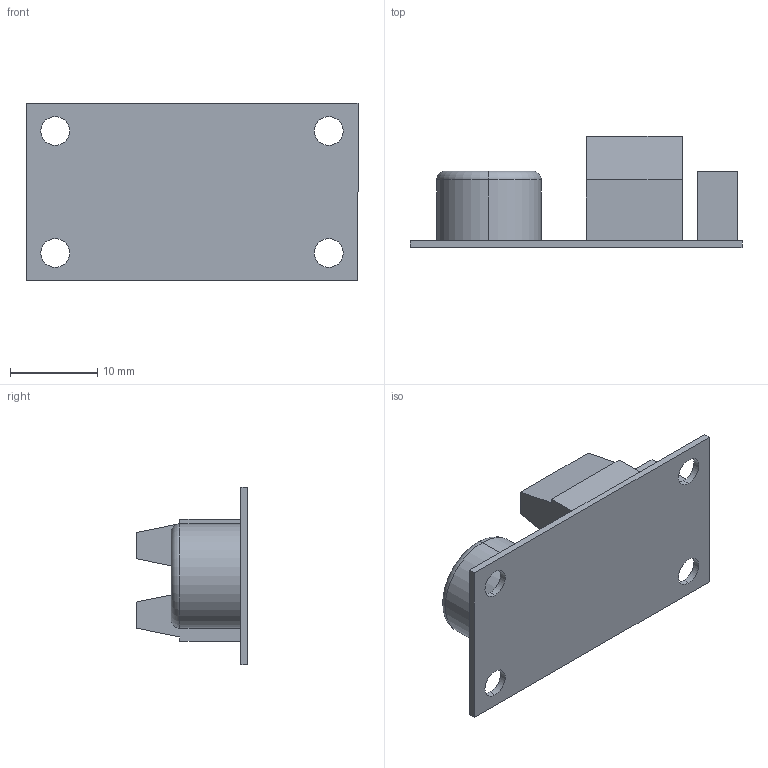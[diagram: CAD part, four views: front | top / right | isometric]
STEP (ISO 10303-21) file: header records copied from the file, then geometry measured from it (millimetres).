
FILE_DESCRIPTION (( 'STEP AP214' ), '1' );
FILE_NAME ('Easy Mini FC.STEP', '2022-02-07T09:35:56', ( '' ), ( '' ), 'SwSTEP 2.0', 'SolidWorks 2021', '' );
FILE_SCHEMA (( 'AUTOMOTIVE_DESIGN' ));
Length unit declared in the file: millimetre
Products named in the file (1): Easy Mini FC
Bounding box: 38.1 x 12.79 x 20.32 mm (x, y, z)
Volume: 3014.4 mm3; surface area: 2893.3 mm2
Topology: 1 solids, 1 shells, 69 faces, 160 edges, 106 vertices
Faces by surface type: plane 39, cylinder 28, torus 2
Entity records: 2622 total; most frequent: DIRECTION 360, CARTESIAN_POINT 336, ORIENTED_EDGE 320, EDGE_CURVE 160, AXIS2_PLACEMENT_3D 130, VERTEX_POINT 106, LINE 100, VECTOR 100
